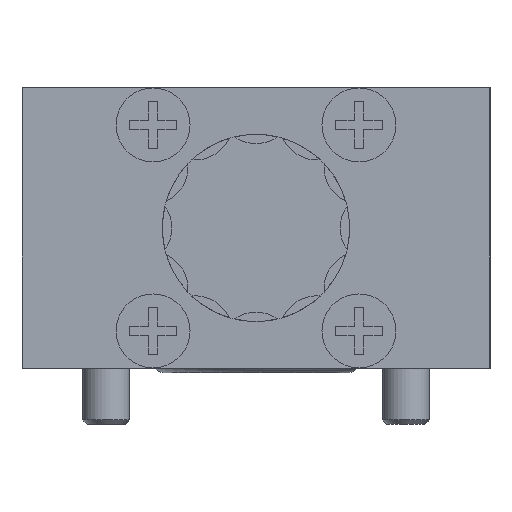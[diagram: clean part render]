
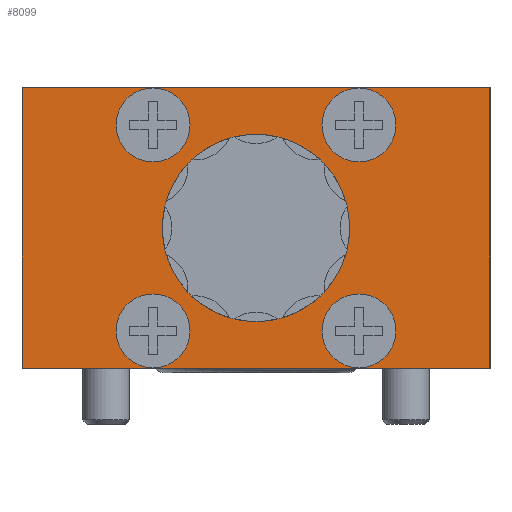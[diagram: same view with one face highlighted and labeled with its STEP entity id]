
A CAD part, left-side view. The second image highlights one B-rep face of the part: STEP entity #8099.
In plain terms, the highlighted planar face has unit normal (-1, 0, 0).
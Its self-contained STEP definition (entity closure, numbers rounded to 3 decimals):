
#360=LINE('',#16690,#1058);
#546=LINE('',#17271,#1244);
#548=LINE('',#17275,#1246);
#550=LINE('',#17279,#1248);
#1058=VECTOR('',#13413,1000.);
#1244=VECTOR('',#13939,1000.);
#1246=VECTOR('',#13943,1000.);
#1248=VECTOR('',#13947,1000.);
#3287=ORIENTED_EDGE('',*,*,#4518,.F.);
#3288=ORIENTED_EDGE('',*,*,#4691,.T.);
#3289=ORIENTED_EDGE('',*,*,#4690,.T.);
#3290=ORIENTED_EDGE('',*,*,#4428,.T.);
#3291=ORIENTED_EDGE('',*,*,#4689,.T.);
#3292=ORIENTED_EDGE('',*,*,#4687,.T.);
#3293=ORIENTED_EDGE('',*,*,#4685,.T.);
#3294=ORIENTED_EDGE('',*,*,#4684,.T.);
#3295=ORIENTED_EDGE('',*,*,#4683,.T.);
#4428=EDGE_CURVE('',#6636,#6635,#360,.T.);
#4518=EDGE_CURVE('',#6701,#6701,#5173,.T.);
#4683=EDGE_CURVE('',#6813,#6813,#5183,.T.);
#4684=EDGE_CURVE('',#6814,#6814,#5184,.T.);
#4685=EDGE_CURVE('',#6815,#6636,#546,.T.);
#4687=EDGE_CURVE('',#6816,#6815,#548,.T.);
#4689=EDGE_CURVE('',#6635,#6816,#550,.T.);
#4690=EDGE_CURVE('',#6817,#6817,#5185,.T.);
#4691=EDGE_CURVE('',#6818,#6818,#5186,.T.);
#5173=CIRCLE('',#12151,8.);
#5183=CIRCLE('',#12228,3.95);
#5184=CIRCLE('',#12230,3.95);
#5185=CIRCLE('',#12235,3.95);
#5186=CIRCLE('',#12237,3.95);
#5766=EDGE_LOOP('',(#3287));
#5767=EDGE_LOOP('',(#3288));
#5768=EDGE_LOOP('',(#3289));
#5769=EDGE_LOOP('',(#3290,#3291,#3292,#3293));
#5770=EDGE_LOOP('',(#3294));
#5771=EDGE_LOOP('',(#3295));
#6135=PLANE('',#12238);
#6635=VERTEX_POINT('',#16689);
#6636=VERTEX_POINT('',#16691);
#6701=VERTEX_POINT('',#16922);
#6813=VERTEX_POINT('',#17266);
#6814=VERTEX_POINT('',#17269);
#6815=VERTEX_POINT('',#17272);
#6816=VERTEX_POINT('',#17276);
#6817=VERTEX_POINT('',#17282);
#6818=VERTEX_POINT('',#17285);
#7560=FACE_BOUND('',#5766,.T.);
#7561=FACE_BOUND('',#5767,.T.);
#7562=FACE_BOUND('',#5768,.T.);
#7563=FACE_BOUND('',#5769,.T.);
#7564=FACE_BOUND('',#5770,.T.);
#7565=FACE_BOUND('',#5771,.T.);
#8099=ADVANCED_FACE('',(#7560,#7561,#7562,#7563,#7564,#7565),#6135,.T.);
#12151=AXIS2_PLACEMENT_3D('',#16921,#13622,#13623);
#12228=AXIS2_PLACEMENT_3D('',#17265,#13931,#13932);
#12230=AXIS2_PLACEMENT_3D('',#17268,#13935,#13936);
#12235=AXIS2_PLACEMENT_3D('',#17281,#13950,#13951);
#12237=AXIS2_PLACEMENT_3D('',#17284,#13954,#13955);
#12238=AXIS2_PLACEMENT_3D('',#17286,#13956,#13957);
#13413=DIRECTION('',(0.,0.,1.));
#13622=DIRECTION('',(-1.,0.,0.));
#13623=DIRECTION('',(0.,1.,0.));
#13931=DIRECTION('',(1.,0.,0.));
#13932=DIRECTION('',(0.,0.,-1.));
#13935=DIRECTION('',(1.,0.,0.));
#13936=DIRECTION('',(0.,0.,-1.));
#13939=DIRECTION('',(0.,-1.,0.));
#13943=DIRECTION('',(0.,0.,-1.));
#13947=DIRECTION('',(0.,1.,0.));
#13950=DIRECTION('',(1.,0.,0.));
#13951=DIRECTION('',(0.,0.,-1.));
#13954=DIRECTION('',(1.,0.,0.));
#13955=DIRECTION('',(0.,0.,-1.));
#13956=DIRECTION('',(-1.,0.,0.));
#13957=DIRECTION('',(0.,1.,0.));
#16689=CARTESIAN_POINT('',(-110.,-25.,15.));
#16690=CARTESIAN_POINT('',(-110.,-25.,-11.));
#16691=CARTESIAN_POINT('',(-110.,-25.,-15.));
#16921=CARTESIAN_POINT('',(-110.,0.,0.));
#16922=CARTESIAN_POINT('',(-110.,8.,0.));
#17265=CARTESIAN_POINT('',(-110.,-11.,-11.));
#17266=CARTESIAN_POINT('',(-110.,-11.,-14.95));
#17268=CARTESIAN_POINT('',(-110.,-11.,11.));
#17269=CARTESIAN_POINT('',(-110.,-11.,7.05));
#17271=CARTESIAN_POINT('',(-110.,18.,-15.));
#17272=CARTESIAN_POINT('',(-110.,25.,-15.));
#17275=CARTESIAN_POINT('',(-110.,25.,11.));
#17276=CARTESIAN_POINT('',(-110.,25.,15.));
#17279=CARTESIAN_POINT('',(-110.,-18.,15.));
#17281=CARTESIAN_POINT('',(-110.,11.,11.));
#17282=CARTESIAN_POINT('',(-110.,11.,7.05));
#17284=CARTESIAN_POINT('',(-110.,11.,-11.));
#17285=CARTESIAN_POINT('',(-110.,11.,-14.95));
#17286=CARTESIAN_POINT('',(-110.,-18.,11.));
